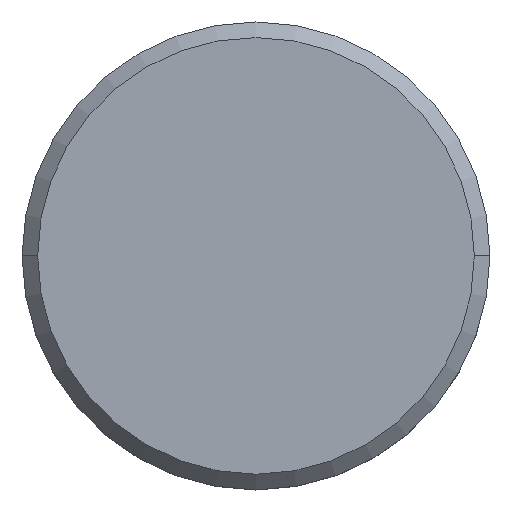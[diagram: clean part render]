
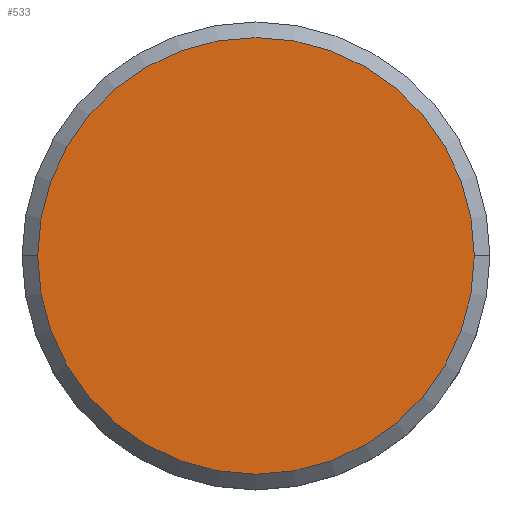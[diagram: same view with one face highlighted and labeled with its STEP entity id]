
A CAD part, top view. The second image highlights one B-rep face of the part: STEP entity #533.
In plain terms, the highlighted planar face has unit normal (0, 0, 1).
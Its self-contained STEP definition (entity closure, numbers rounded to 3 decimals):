
#26 = CIRCLE ( 'NONE', #42, 7. ) ;
#42 = AXIS2_PLACEMENT_3D ( 'NONE', #46, #379, #423 ) ;
#46 = CARTESIAN_POINT ( 'NONE',  ( 0., 0., 0. ) ) ;
#95 = CARTESIAN_POINT ( 'NONE',  ( 7., 0., 0. ) ) ;
#99 = PLANE ( 'NONE',  #532 ) ;
#138 = DIRECTION ( 'NONE',  ( 1., 0., 0. ) ) ;
#142 = CARTESIAN_POINT ( 'NONE',  ( 0., 0., 0. ) ) ;
#149 = DIRECTION ( 'NONE',  ( 0., 0., 1. ) ) ;
#158 = ORIENTED_EDGE ( 'NONE', *, *, #336, .T. ) ;
#185 = CARTESIAN_POINT ( 'NONE',  ( 0., 0., 0. ) ) ;
#259 = CIRCLE ( 'NONE', #461, 7. ) ;
#260 = VERTEX_POINT ( 'NONE', #352 ) ;
#265 = EDGE_LOOP ( 'NONE', ( #158, #273 ) ) ;
#273 = ORIENTED_EDGE ( 'NONE', *, *, #456, .T. ) ;
#330 = DIRECTION ( 'NONE',  ( 1., 0., 0. ) ) ;
#336 = EDGE_CURVE ( 'NONE', #260, #498, #26, .T. ) ;
#352 = CARTESIAN_POINT ( 'NONE',  ( -7., 0., 0. ) ) ;
#379 = DIRECTION ( 'NONE',  ( 0., 0., 1. ) ) ;
#423 = DIRECTION ( 'NONE',  ( 1., 0., 0. ) ) ;
#453 = DIRECTION ( 'NONE',  ( 0., 0., 1. ) ) ;
#456 = EDGE_CURVE ( 'NONE', #498, #260, #259, .T. ) ;
#461 = AXIS2_PLACEMENT_3D ( 'NONE', #142, #453, #138 ) ;
#498 = VERTEX_POINT ( 'NONE', #95 ) ;
#501 = FACE_OUTER_BOUND ( 'NONE', #265, .T. ) ;
#532 = AXIS2_PLACEMENT_3D ( 'NONE', #185, #149, #330 ) ;
#533 = ADVANCED_FACE ( 'NONE', ( #501 ), #99, .T. ) ;
